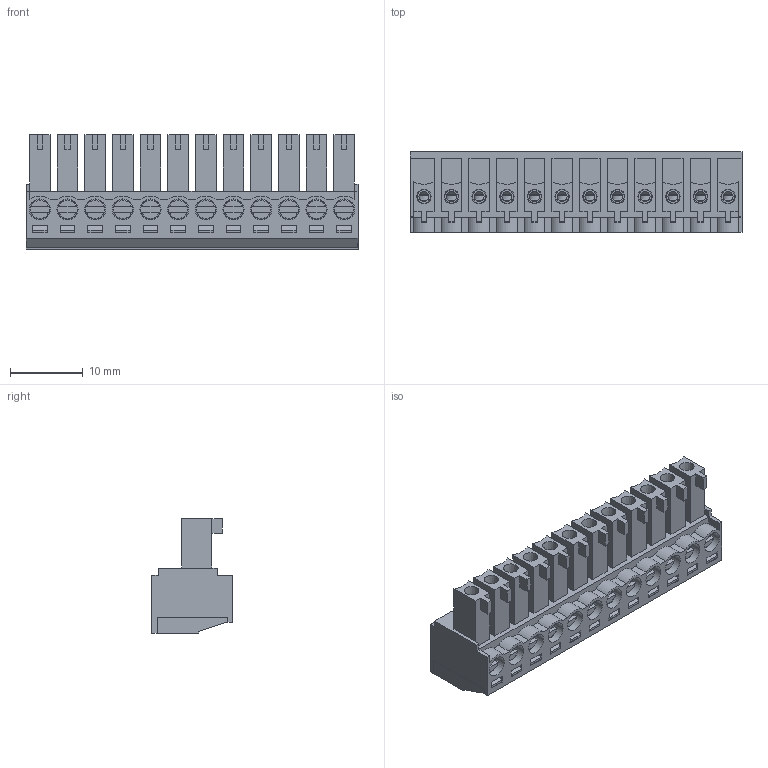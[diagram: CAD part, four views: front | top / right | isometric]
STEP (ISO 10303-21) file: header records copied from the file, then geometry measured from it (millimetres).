
FILE_DESCRIPTION( ( 'Unknown' ), '1' );
FILE_NAME( '691361300012.stp', 'Unknown', ( 'Unknown' ), ( 'Unknown' ), 'PSStep 18.0.17', 'Unknown', ' ' );
FILE_SCHEMA( ( 'AUTOMOTIVE_DESIGN { 1 0 10303 214 1 1 1 1 }' ) );
Length unit declared in the file: millimetre
Products named in the file (6): Assem1; 6913613000xx_VIS; 6913613000xx_CAGE; 6913613000xx_PIN; 691361300012; 691361300012_CAPOT
Assembly tree (38 placements, depth 2):
  Assem1
    6913613000xx_VIS  x12
    6913613000xx_CAGE  x12
    6913613000xx_PIN  x12
    691361300012
    691361300012_CAPOT
Bounding box: 45.72 x 11.1 x 15.8 mm (x, y, z)
Volume: 3295.3 mm3; surface area: 10742.3 mm2
Topology: 38 solids, 38 shells, 1802 faces, 4778 edges, 3122 vertices
Faces by surface type: plane 1394, cylinder 348, torus 36, cone 24
Full cylindrical faces by diameter (mm): 1.35 x12, 1.598 x12, 1.9 x24, 2 x12, 2.7 x12, 2.9 x12
Entity records: 36825 total; most frequent: CARTESIAN_POINT 5192, ORIENTED_EDGE 4930, DIRECTION 4620, EDGE_CURVE 2465, LINE 2260, VECTOR 2260, VERTEX_POINT 1655, EDGE_LOOP 1192
